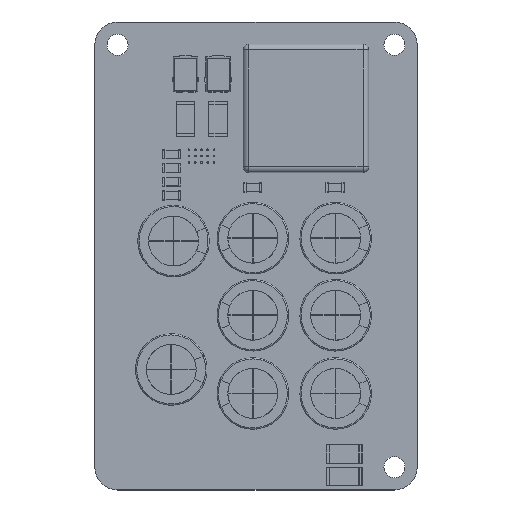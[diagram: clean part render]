
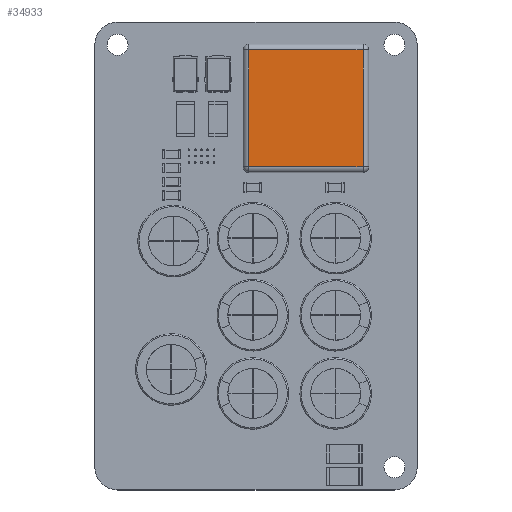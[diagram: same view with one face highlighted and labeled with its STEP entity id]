
A CAD part, top view. The second image highlights one B-rep face of the part: STEP entity #34933.
In plain terms, the highlighted planar face has unit normal (0, 0, 1).
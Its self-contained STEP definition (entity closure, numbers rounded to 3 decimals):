
#34007 = CYLINDRICAL_SURFACE('',#34008,1.);
#34008 = AXIS2_PLACEMENT_3D('',#34009,#34010,#34011);
#34009 = CARTESIAN_POINT('',(-10.25,0.,11.));
#34010 = DIRECTION('',(0.,1.,0.));
#34011 = DIRECTION('',(0.,0.,1.));
#34561 = CYLINDRICAL_SURFACE('',#34562,1.);
#34562 = AXIS2_PLACEMENT_3D('',#34563,#34564,#34565);
#34563 = CARTESIAN_POINT('',(0.,-10.,11.));
#34564 = DIRECTION('',(-1.,0.,0.));
#34565 = DIRECTION('',(0.,0.,1.));
#34817 = CYLINDRICAL_SURFACE('',#34818,1.);
#34818 = AXIS2_PLACEMENT_3D('',#34819,#34820,#34821);
#34819 = CARTESIAN_POINT('',(10.25,0.,11.));
#34820 = DIRECTION('',(0.,-1.,0.));
#34821 = DIRECTION('',(0.,0.,-1.));
#34878 = CYLINDRICAL_SURFACE('',#34879,1.);
#34879 = AXIS2_PLACEMENT_3D('',#34880,#34881,#34882);
#34880 = CARTESIAN_POINT('',(0.,10.,11.));
#34881 = DIRECTION('',(1.,0.,0.));
#34882 = DIRECTION('',(0.,0.,-1.));
#34933 = ADVANCED_FACE('',(#34934),#34948,.T.);
#34934 = FACE_BOUND('',#34935,.T.);
#34935 = EDGE_LOOP('',(#34936,#34966,#34989,#35012));
#34936 = ORIENTED_EDGE('',*,*,#34937,.T.);
#34937 = EDGE_CURVE('',#34938,#34940,#34942,.T.);
#34938 = VERTEX_POINT('',#34939);
#34939 = CARTESIAN_POINT('',(10.25,-10.,12.));
#34940 = VERTEX_POINT('',#34941);
#34941 = CARTESIAN_POINT('',(10.25,10.,12.));
#34942 = SURFACE_CURVE('',#34943,(#34947,#34959),.PCURVE_S1.);
#34943 = LINE('',#34944,#34945);
#34944 = CARTESIAN_POINT('',(10.25,11.,12.));
#34945 = VECTOR('',#34946,1.);
#34946 = DIRECTION('',(0.,1.,0.));
#34947 = PCURVE('',#34948,#34953);
#34948 = PLANE('',#34949);
#34949 = AXIS2_PLACEMENT_3D('',#34950,#34951,#34952);
#34950 = CARTESIAN_POINT('',(0.,0.,12.));
#34951 = DIRECTION('',(0.,0.,1.));
#34952 = DIRECTION('',(1.,0.,0.));
#34953 = DEFINITIONAL_REPRESENTATION('',(#34954),#34958);
#34954 = LINE('',#34955,#34956);
#34955 = CARTESIAN_POINT('',(10.25,11.));
#34956 = VECTOR('',#34957,1.);
#34957 = DIRECTION('',(0.,1.));
#34958 = ( GEOMETRIC_REPRESENTATION_CONTEXT(2) 
PARAMETRIC_REPRESENTATION_CONTEXT() REPRESENTATION_CONTEXT('2D SPACE',''
  ) );
#34959 = PCURVE('',#34817,#34960);
#34960 = DEFINITIONAL_REPRESENTATION('',(#34961),#34965);
#34961 = LINE('',#34962,#34963);
#34962 = CARTESIAN_POINT('',(3.142,-11.));
#34963 = VECTOR('',#34964,1.);
#34964 = DIRECTION('',(0.,-1.));
#34965 = ( GEOMETRIC_REPRESENTATION_CONTEXT(2) 
PARAMETRIC_REPRESENTATION_CONTEXT() REPRESENTATION_CONTEXT('2D SPACE',''
  ) );
#34966 = ORIENTED_EDGE('',*,*,#34967,.T.);
#34967 = EDGE_CURVE('',#34940,#34968,#34970,.T.);
#34968 = VERTEX_POINT('',#34969);
#34969 = CARTESIAN_POINT('',(-10.25,10.,12.));
#34970 = SURFACE_CURVE('',#34971,(#34975,#34982),.PCURVE_S1.);
#34971 = LINE('',#34972,#34973);
#34972 = CARTESIAN_POINT('',(-11.25,10.,12.));
#34973 = VECTOR('',#34974,1.);
#34974 = DIRECTION('',(-1.,0.,0.));
#34975 = PCURVE('',#34948,#34976);
#34976 = DEFINITIONAL_REPRESENTATION('',(#34977),#34981);
#34977 = LINE('',#34978,#34979);
#34978 = CARTESIAN_POINT('',(-11.25,10.));
#34979 = VECTOR('',#34980,1.);
#34980 = DIRECTION('',(-1.,0.));
#34981 = ( GEOMETRIC_REPRESENTATION_CONTEXT(2) 
PARAMETRIC_REPRESENTATION_CONTEXT() REPRESENTATION_CONTEXT('2D SPACE',''
  ) );
#34982 = PCURVE('',#34878,#34983);
#34983 = DEFINITIONAL_REPRESENTATION('',(#34984),#34988);
#34984 = LINE('',#34985,#34986);
#34985 = CARTESIAN_POINT('',(3.142,-11.25));
#34986 = VECTOR('',#34987,1.);
#34987 = DIRECTION('',(0.,-1.));
#34988 = ( GEOMETRIC_REPRESENTATION_CONTEXT(2) 
PARAMETRIC_REPRESENTATION_CONTEXT() REPRESENTATION_CONTEXT('2D SPACE',''
  ) );
#34989 = ORIENTED_EDGE('',*,*,#34990,.T.);
#34990 = EDGE_CURVE('',#34968,#34991,#34993,.T.);
#34991 = VERTEX_POINT('',#34992);
#34992 = CARTESIAN_POINT('',(-10.25,-10.,12.));
#34993 = SURFACE_CURVE('',#34994,(#34998,#35005),.PCURVE_S1.);
#34994 = LINE('',#34995,#34996);
#34995 = CARTESIAN_POINT('',(-10.25,-11.,12.));
#34996 = VECTOR('',#34997,1.);
#34997 = DIRECTION('',(0.,-1.,0.));
#34998 = PCURVE('',#34948,#34999);
#34999 = DEFINITIONAL_REPRESENTATION('',(#35000),#35004);
#35000 = LINE('',#35001,#35002);
#35001 = CARTESIAN_POINT('',(-10.25,-11.));
#35002 = VECTOR('',#35003,1.);
#35003 = DIRECTION('',(0.,-1.));
#35004 = ( GEOMETRIC_REPRESENTATION_CONTEXT(2) 
PARAMETRIC_REPRESENTATION_CONTEXT() REPRESENTATION_CONTEXT('2D SPACE',''
  ) );
#35005 = PCURVE('',#34007,#35006);
#35006 = DEFINITIONAL_REPRESENTATION('',(#35007),#35011);
#35007 = LINE('',#35008,#35009);
#35008 = CARTESIAN_POINT('',(6.283,-11.));
#35009 = VECTOR('',#35010,1.);
#35010 = DIRECTION('',(0.,-1.));
#35011 = ( GEOMETRIC_REPRESENTATION_CONTEXT(2) 
PARAMETRIC_REPRESENTATION_CONTEXT() REPRESENTATION_CONTEXT('2D SPACE',''
  ) );
#35012 = ORIENTED_EDGE('',*,*,#35013,.T.);
#35013 = EDGE_CURVE('',#34991,#34938,#35014,.T.);
#35014 = SURFACE_CURVE('',#35015,(#35019,#35026),.PCURVE_S1.);
#35015 = LINE('',#35016,#35017);
#35016 = CARTESIAN_POINT('',(11.25,-10.,12.));
#35017 = VECTOR('',#35018,1.);
#35018 = DIRECTION('',(1.,0.,0.));
#35019 = PCURVE('',#34948,#35020);
#35020 = DEFINITIONAL_REPRESENTATION('',(#35021),#35025);
#35021 = LINE('',#35022,#35023);
#35022 = CARTESIAN_POINT('',(11.25,-10.));
#35023 = VECTOR('',#35024,1.);
#35024 = DIRECTION('',(1.,0.));
#35025 = ( GEOMETRIC_REPRESENTATION_CONTEXT(2) 
PARAMETRIC_REPRESENTATION_CONTEXT() REPRESENTATION_CONTEXT('2D SPACE',''
  ) );
#35026 = PCURVE('',#34561,#35027);
#35027 = DEFINITIONAL_REPRESENTATION('',(#35028),#35032);
#35028 = LINE('',#35029,#35030);
#35029 = CARTESIAN_POINT('',(6.283,-11.25));
#35030 = VECTOR('',#35031,1.);
#35031 = DIRECTION('',(0.,-1.));
#35032 = ( GEOMETRIC_REPRESENTATION_CONTEXT(2) 
PARAMETRIC_REPRESENTATION_CONTEXT() REPRESENTATION_CONTEXT('2D SPACE',''
  ) );
